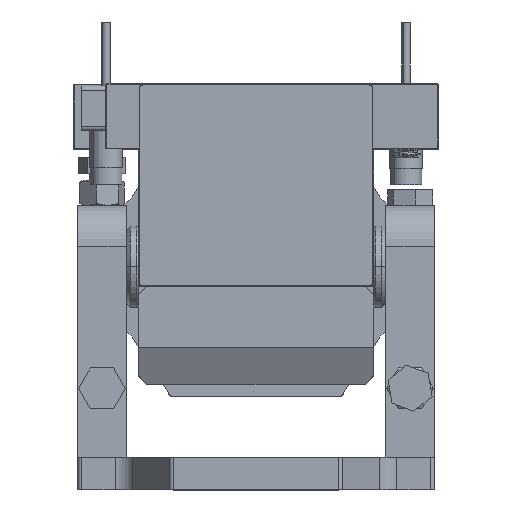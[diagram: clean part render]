
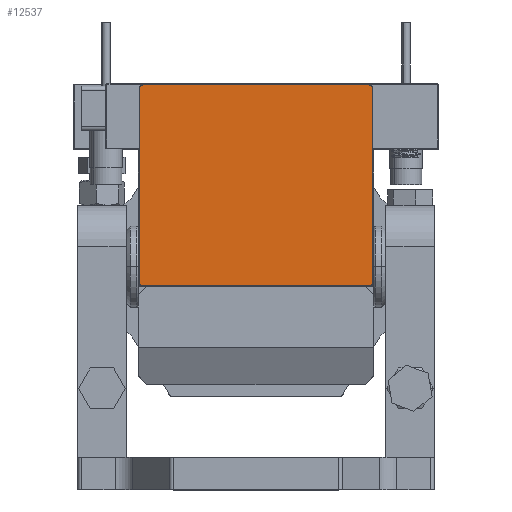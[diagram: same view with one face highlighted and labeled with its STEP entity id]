
A CAD part, top view. The second image highlights one B-rep face of the part: STEP entity #12537.
In plain terms, the highlighted planar face has unit normal (0, 0, 1).
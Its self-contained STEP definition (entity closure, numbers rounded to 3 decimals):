
#262 = VERTEX_POINT ( 'NONE', #41692 ) ;
#700 = LINE ( 'NONE', #28229, #13955 ) ;
#1594 = CARTESIAN_POINT ( 'NONE',  ( 27.75, -48.75, 88. ) ) ;
#2643 = DIRECTION ( 'NONE',  ( 0., 0., -1. ) ) ;
#2847 = DIRECTION ( 'NONE',  ( -1., 0., 0. ) ) ;
#3383 = DIRECTION ( 'NONE',  ( 0., 0., -1. ) ) ;
#3902 = CIRCLE ( 'NONE', #36818, 1. ) ;
#4365 = EDGE_CURVE ( 'NONE', #11550, #15366, #34355, .T. ) ;
#4380 = CARTESIAN_POINT ( 'NONE',  ( -28.75, -0.25, 88. ) ) ;
#4480 = EDGE_CURVE ( 'NONE', #11550, #15177, #10590, .T. ) ;
#5028 = VECTOR ( 'NONE', #14423, 1000. ) ;
#5372 = AXIS2_PLACEMENT_3D ( 'NONE', #1594, #26284, #29840 ) ;
#5428 = CARTESIAN_POINT ( 'NONE',  ( 28.75, -1.25, 88. ) ) ;
#6518 = ORIENTED_EDGE ( 'NONE', *, *, #8040, .T. ) ;
#7091 = EDGE_CURVE ( 'NONE', #40877, #15366, #16655, .T. ) ;
#7483 = ORIENTED_EDGE ( 'NONE', *, *, #14530, .T. ) ;
#7783 = DIRECTION ( 'NONE',  ( 0., -1., 0. ) ) ;
#8040 = EDGE_CURVE ( 'NONE', #262, #37730, #23179, .T. ) ;
#8298 = EDGE_CURVE ( 'NONE', #262, #15177, #3902, .T. ) ;
#10590 = LINE ( 'NONE', #28967, #18881 ) ;
#11444 = CARTESIAN_POINT ( 'NONE',  ( -28.75, -48.75, 88. ) ) ;
#11550 = VERTEX_POINT ( 'NONE', #13897 ) ;
#12537 = ADVANCED_FACE ( 'NONE', ( #13025 ), #27033, .F. ) ;
#13025 = FACE_OUTER_BOUND ( 'NONE', #33162, .T. ) ;
#13804 = VECTOR ( 'NONE', #34118, 1000. ) ;
#13897 = CARTESIAN_POINT ( 'NONE',  ( -28.75, -1.25, 88. ) ) ;
#13955 = VECTOR ( 'NONE', #21109, 1000. ) ;
#14423 = DIRECTION ( 'NONE',  ( -1., 0., 0. ) ) ;
#14530 = EDGE_CURVE ( 'NONE', #29742, #18341, #700, .T. ) ;
#15177 = VERTEX_POINT ( 'NONE', #11444 ) ;
#15366 = VERTEX_POINT ( 'NONE', #29503 ) ;
#16655 = LINE ( 'NONE', #4380, #5028 ) ;
#16990 = AXIS2_PLACEMENT_3D ( 'NONE', #20071, #2643, #44779 ) ;
#17587 = DIRECTION ( 'NONE',  ( -1., 0., 0. ) ) ;
#18341 = VERTEX_POINT ( 'NONE', #5428 ) ;
#18881 = VECTOR ( 'NONE', #7783, 1000. ) ;
#20071 = CARTESIAN_POINT ( 'NONE',  ( -20., -45., 88. ) ) ;
#21109 = DIRECTION ( 'NONE',  ( 0., 1., 0. ) ) ;
#22314 = CARTESIAN_POINT ( 'NONE',  ( 27.75, -49.75, 88. ) ) ;
#23179 = LINE ( 'NONE', #41204, #13804 ) ;
#24130 = ORIENTED_EDGE ( 'NONE', *, *, #7091, .T. ) ;
#26284 = DIRECTION ( 'NONE',  ( 0., 0., -1. ) ) ;
#27033 = PLANE ( 'NONE',  #16990 ) ;
#27394 = CARTESIAN_POINT ( 'NONE',  ( 27.75, -1.25, 88. ) ) ;
#28222 = CARTESIAN_POINT ( 'NONE',  ( -27.75, -48.75, 88. ) ) ;
#28229 = CARTESIAN_POINT ( 'NONE',  ( 28.75, -0.25, 88. ) ) ;
#28954 = ORIENTED_EDGE ( 'NONE', *, *, #40923, .F. ) ;
#28967 = CARTESIAN_POINT ( 'NONE',  ( -28.75, -49.75, 88. ) ) ;
#29201 = ORIENTED_EDGE ( 'NONE', *, *, #4480, .T. ) ;
#29503 = CARTESIAN_POINT ( 'NONE',  ( -27.75, -0.25, 88. ) ) ;
#29742 = VERTEX_POINT ( 'NONE', #41584 ) ;
#29840 = DIRECTION ( 'NONE',  ( -1., 0., 0. ) ) ;
#30640 = DIRECTION ( 'NONE',  ( 0., 0., -1. ) ) ;
#32814 = CARTESIAN_POINT ( 'NONE',  ( -27.75, -1.25, 88. ) ) ;
#33162 = EDGE_LOOP ( 'NONE', ( #29201, #43280, #6518, #40842, #7483, #28954, #24130, #44958 ) ) ;
#34118 = DIRECTION ( 'NONE',  ( 1., 0., 0. ) ) ;
#34355 = CIRCLE ( 'NONE', #35879, 1. ) ;
#34580 = CIRCLE ( 'NONE', #5372, 1. ) ;
#35879 = AXIS2_PLACEMENT_3D ( 'NONE', #32814, #43138, #43604 ) ;
#35926 = EDGE_CURVE ( 'NONE', #29742, #37730, #34580, .T. ) ;
#35952 = CIRCLE ( 'NONE', #40407, 1. ) ;
#36818 = AXIS2_PLACEMENT_3D ( 'NONE', #28222, #3383, #17587 ) ;
#37730 = VERTEX_POINT ( 'NONE', #22314 ) ;
#40407 = AXIS2_PLACEMENT_3D ( 'NONE', #27394, #30640, #2847 ) ;
#40842 = ORIENTED_EDGE ( 'NONE', *, *, #35926, .F. ) ;
#40877 = VERTEX_POINT ( 'NONE', #44211 ) ;
#40923 = EDGE_CURVE ( 'NONE', #40877, #18341, #35952, .T. ) ;
#41204 = CARTESIAN_POINT ( 'NONE',  ( 28.75, -49.75, 88. ) ) ;
#41584 = CARTESIAN_POINT ( 'NONE',  ( 28.75, -48.75, 88. ) ) ;
#41692 = CARTESIAN_POINT ( 'NONE',  ( -27.75, -49.75, 88. ) ) ;
#43138 = DIRECTION ( 'NONE',  ( 0., 0., -1. ) ) ;
#43280 = ORIENTED_EDGE ( 'NONE', *, *, #8298, .F. ) ;
#43604 = DIRECTION ( 'NONE',  ( -1., 0., 0. ) ) ;
#44211 = CARTESIAN_POINT ( 'NONE',  ( 27.75, -0.25, 88. ) ) ;
#44779 = DIRECTION ( 'NONE',  ( -1., 0., 0. ) ) ;
#44958 = ORIENTED_EDGE ( 'NONE', *, *, #4365, .F. ) ;
